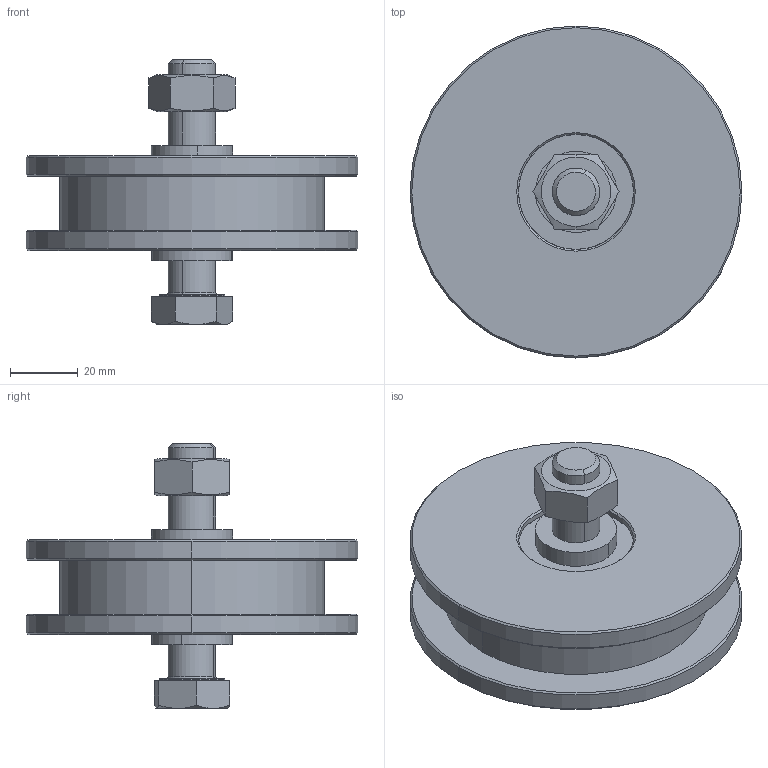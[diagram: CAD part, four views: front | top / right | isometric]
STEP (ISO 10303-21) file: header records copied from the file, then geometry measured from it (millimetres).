
FILE_DESCRIPTION (( 'STEP AP214' ), '1' );
FILE_NAME ('0026886.step', '2020-12-15T13:02:05', ( '' ), ( '' ), 'SwSTEP 2.0', 'SolidWorks 2018', '' );
FILE_SCHEMA (( 'AUTOMOTIVE_DESIGN' ));
Length unit declared in the file: millimetre
Products named in the file (1): 0026886
Bounding box: 98 x 98 x 78.2 mm (x, y, z)
Volume: 174198.7 mm3; surface area: 59295.7 mm2
Topology: 15 solids, 15 shells, 208 faces, 426 edges, 260 vertices
Faces by surface type: cylinder 84, plane 54, torus 42, cone 28
Entity records: 8160 total; most frequent: DIRECTION 1090, CARTESIAN_POINT 1079, ORIENTED_EDGE 852, AXIS2_PLACEMENT_3D 483, EDGE_CURVE 426, CIRCLE 274, VERTEX_POINT 260, EDGE_LOOP 248
